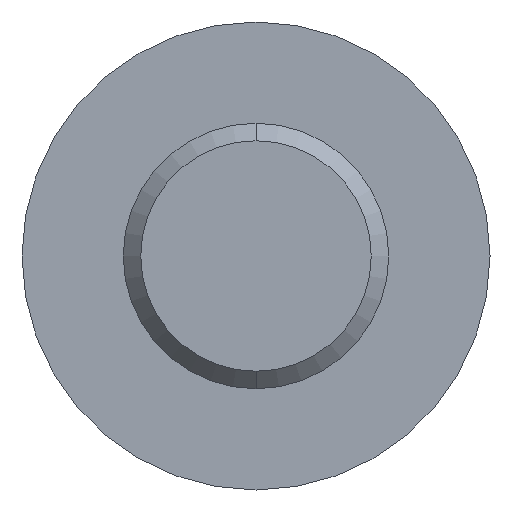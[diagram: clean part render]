
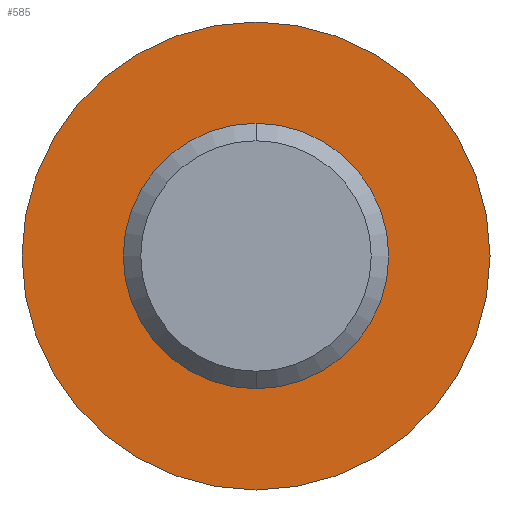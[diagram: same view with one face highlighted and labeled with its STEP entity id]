
A CAD part, front view. The second image highlights one B-rep face of the part: STEP entity #585.
In plain terms, the highlighted planar face has unit normal (0, -1, 0).
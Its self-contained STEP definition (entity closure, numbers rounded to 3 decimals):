
#12 = CARTESIAN_POINT ( 'NONE',  ( 0., 0., 0. ) ) ;
#24 = PLANE ( 'NONE',  #602 ) ;
#26 = DIRECTION ( 'NONE',  ( 0., 0., 1. ) ) ;
#27 = EDGE_CURVE ( 'NONE', #72, #308, #664, .T. ) ;
#65 = AXIS2_PLACEMENT_3D ( 'NONE', #439, #322, #619 ) ;
#72 = VERTEX_POINT ( 'NONE', #265 ) ;
#83 = CARTESIAN_POINT ( 'NONE',  ( 0., 0., 3.35 ) ) ;
#100 = EDGE_CURVE ( 'NONE', #600, #368, #462, .T. ) ;
#103 = DIRECTION ( 'NONE',  ( 0., 0., 1. ) ) ;
#124 = FACE_OUTER_BOUND ( 'NONE', #252, .T. ) ;
#127 = DIRECTION ( 'NONE',  ( 0., 1., 0. ) ) ;
#131 = CIRCLE ( 'NONE', #150, 3.35 ) ;
#150 = AXIS2_PLACEMENT_3D ( 'NONE', #290, #241, #26 ) ;
#166 = EDGE_CURVE ( 'NONE', #368, #600, #131, .T. ) ;
#177 = AXIS2_PLACEMENT_3D ( 'NONE', #12, #599, #103 ) ;
#203 = CARTESIAN_POINT ( 'NONE',  ( 0., 0., -1.9 ) ) ;
#224 = DIRECTION ( 'NONE',  ( 0., 0., 1. ) ) ;
#228 = EDGE_LOOP ( 'NONE', ( #555, #430 ) ) ;
#241 = DIRECTION ( 'NONE',  ( 0., 1., 0. ) ) ;
#252 = EDGE_LOOP ( 'NONE', ( #258, #644 ) ) ;
#258 = ORIENTED_EDGE ( 'NONE', *, *, #166, .F. ) ;
#265 = CARTESIAN_POINT ( 'NONE',  ( 0., 0., 1.9 ) ) ;
#290 = CARTESIAN_POINT ( 'NONE',  ( 0., 0., 0. ) ) ;
#308 = VERTEX_POINT ( 'NONE', #203 ) ;
#322 = DIRECTION ( 'NONE',  ( 0., -1., 0. ) ) ;
#353 = AXIS2_PLACEMENT_3D ( 'NONE', #383, #449, #396 ) ;
#368 = VERTEX_POINT ( 'NONE', #531 ) ;
#383 = CARTESIAN_POINT ( 'NONE',  ( 0., 0., 0. ) ) ;
#396 = DIRECTION ( 'NONE',  ( 0., 0., 1. ) ) ;
#403 = CARTESIAN_POINT ( 'NONE',  ( 0., 0., 0. ) ) ;
#415 = CIRCLE ( 'NONE', #177, 1.9 ) ;
#430 = ORIENTED_EDGE ( 'NONE', *, *, #503, .F. ) ;
#439 = CARTESIAN_POINT ( 'NONE',  ( 0., 0., 0. ) ) ;
#449 = DIRECTION ( 'NONE',  ( 0., 1., 0. ) ) ;
#462 = CIRCLE ( 'NONE', #353, 3.35 ) ;
#503 = EDGE_CURVE ( 'NONE', #308, #72, #415, .T. ) ;
#531 = CARTESIAN_POINT ( 'NONE',  ( 0., 0., -3.35 ) ) ;
#555 = ORIENTED_EDGE ( 'NONE', *, *, #27, .F. ) ;
#585 = ADVANCED_FACE ( 'NONE', ( #124, #624 ), #24, .F. ) ;
#599 = DIRECTION ( 'NONE',  ( 0., -1., 0. ) ) ;
#600 = VERTEX_POINT ( 'NONE', #83 ) ;
#602 = AXIS2_PLACEMENT_3D ( 'NONE', #403, #127, #224 ) ;
#619 = DIRECTION ( 'NONE',  ( 0., 0., 1. ) ) ;
#624 = FACE_BOUND ( 'NONE', #228, .T. ) ;
#644 = ORIENTED_EDGE ( 'NONE', *, *, #100, .F. ) ;
#664 = CIRCLE ( 'NONE', #65, 1.9 ) ;
